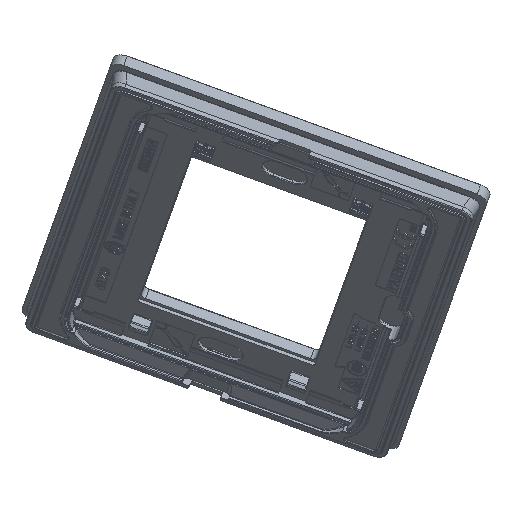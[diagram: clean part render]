
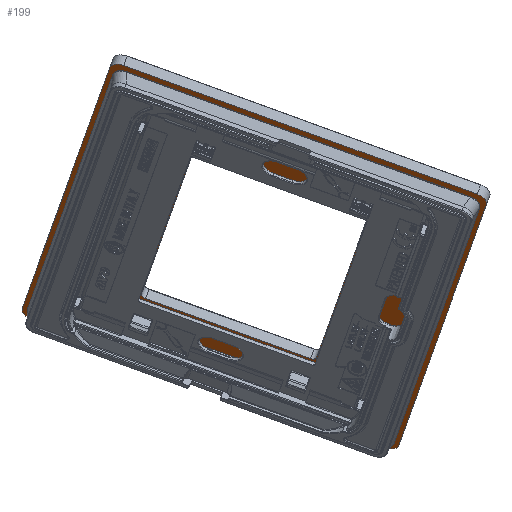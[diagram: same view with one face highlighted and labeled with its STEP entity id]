
A CAD part, left-side view. The second image highlights one B-rep face of the part: STEP entity #199.
In plain terms, the highlighted face is planar.
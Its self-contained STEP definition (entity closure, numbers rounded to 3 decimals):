
#62=CARTESIAN_POINT('Axis2P3D Location',(0.,0.,0.)) ;
#67=CARTESIAN_POINT('Axis2P3D Location',(57.,46.,0.)) ;
#71=CARTESIAN_POINT('Vertex',(60.,46.,0.)) ;
#73=CARTESIAN_POINT('Vertex',(57.,49.,0.)) ;
#76=CARTESIAN_POINT('Line Origine',(60.,0.,0.)) ;
#80=CARTESIAN_POINT('Vertex',(60.,-46.,0.)) ;
#83=CARTESIAN_POINT('Axis2P3D Location',(57.,-46.,0.)) ;
#87=CARTESIAN_POINT('Vertex',(57.,-49.,0.)) ;
#90=CARTESIAN_POINT('Line Origine',(0.,-49.,0.)) ;
#94=CARTESIAN_POINT('Vertex',(-57.,-49.,0.)) ;
#97=CARTESIAN_POINT('Axis2P3D Location',(-57.,-46.,0.)) ;
#101=CARTESIAN_POINT('Vertex',(-60.,-46.,0.)) ;
#104=CARTESIAN_POINT('Line Origine',(-60.,0.,0.)) ;
#108=CARTESIAN_POINT('Vertex',(-60.,46.,0.)) ;
#111=CARTESIAN_POINT('Axis2P3D Location',(-57.,46.,0.)) ;
#115=CARTESIAN_POINT('Vertex',(-57.,49.,0.)) ;
#118=CARTESIAN_POINT('Line Origine',(0.,49.,0.)) ;
#133=CARTESIAN_POINT('Line Origine',(0.,-22.775,0.)) ;
#137=CARTESIAN_POINT('Vertex',(-32.775,-22.775,0.)) ;
#139=CARTESIAN_POINT('Vertex',(32.775,-22.775,0.)) ;
#142=CARTESIAN_POINT('Axis2P3D Location',(32.775,-21.475,0.)) ;
#146=CARTESIAN_POINT('Vertex',(34.075,-21.475,0.)) ;
#149=CARTESIAN_POINT('Line Origine',(34.075,0.,0.)) ;
#153=CARTESIAN_POINT('Vertex',(34.075,21.475,0.)) ;
#156=CARTESIAN_POINT('Axis2P3D Location',(32.775,21.475,0.)) ;
#160=CARTESIAN_POINT('Vertex',(32.775,22.775,0.)) ;
#163=CARTESIAN_POINT('Line Origine',(0.,22.775,0.)) ;
#167=CARTESIAN_POINT('Vertex',(-32.775,22.775,0.)) ;
#170=CARTESIAN_POINT('Axis2P3D Location',(-32.775,21.475,0.)) ;
#174=CARTESIAN_POINT('Vertex',(-34.075,21.475,0.)) ;
#177=CARTESIAN_POINT('Line Origine',(-34.075,0.,0.)) ;
#181=CARTESIAN_POINT('Vertex',(-34.075,-21.475,0.)) ;
#184=CARTESIAN_POINT('Axis2P3D Location',(-32.775,-21.475,0.)) ;
#63=DIRECTION('Axis2P3D Direction',(-0.,0.,1.)) ;
#64=DIRECTION('Axis2P3D XDirection',(0.,-1.,0.)) ;
#68=DIRECTION('Axis2P3D Direction',(-0.,0.,1.)) ;
#77=DIRECTION('Vector Direction',(0.,-1.,0.)) ;
#84=DIRECTION('Axis2P3D Direction',(-0.,0.,1.)) ;
#91=DIRECTION('Vector Direction',(1.,0.,0.)) ;
#98=DIRECTION('Axis2P3D Direction',(-0.,0.,1.)) ;
#105=DIRECTION('Vector Direction',(0.,-1.,0.)) ;
#112=DIRECTION('Axis2P3D Direction',(-0.,0.,1.)) ;
#119=DIRECTION('Vector Direction',(1.,0.,0.)) ;
#134=DIRECTION('Vector Direction',(1.,0.,0.)) ;
#143=DIRECTION('Axis2P3D Direction',(-0.,0.,1.)) ;
#150=DIRECTION('Vector Direction',(0.,-1.,0.)) ;
#157=DIRECTION('Axis2P3D Direction',(-0.,0.,1.)) ;
#164=DIRECTION('Vector Direction',(-1.,0.,0.)) ;
#171=DIRECTION('Axis2P3D Direction',(-0.,0.,1.)) ;
#178=DIRECTION('Vector Direction',(0.,1.,0.)) ;
#185=DIRECTION('Axis2P3D Direction',(-0.,0.,1.)) ;
#65=AXIS2_PLACEMENT_3D('Plane Axis2P3D',#62,#63,#64) ;
#69=AXIS2_PLACEMENT_3D('Circle Axis2P3D',#67,#68,$) ;
#85=AXIS2_PLACEMENT_3D('Circle Axis2P3D',#83,#84,$) ;
#99=AXIS2_PLACEMENT_3D('Circle Axis2P3D',#97,#98,$) ;
#113=AXIS2_PLACEMENT_3D('Circle Axis2P3D',#111,#112,$) ;
#144=AXIS2_PLACEMENT_3D('Circle Axis2P3D',#142,#143,$) ;
#158=AXIS2_PLACEMENT_3D('Circle Axis2P3D',#156,#157,$) ;
#172=AXIS2_PLACEMENT_3D('Circle Axis2P3D',#170,#171,$) ;
#186=AXIS2_PLACEMENT_3D('Circle Axis2P3D',#184,#185,$) ;
#124=ORIENTED_EDGE('',*,*,#75,.F.) ;
#125=ORIENTED_EDGE('',*,*,#82,.T.) ;
#126=ORIENTED_EDGE('',*,*,#89,.F.) ;
#127=ORIENTED_EDGE('',*,*,#96,.F.) ;
#128=ORIENTED_EDGE('',*,*,#103,.F.) ;
#129=ORIENTED_EDGE('',*,*,#110,.F.) ;
#130=ORIENTED_EDGE('',*,*,#117,.F.) ;
#131=ORIENTED_EDGE('',*,*,#122,.T.) ;
#190=ORIENTED_EDGE('',*,*,#141,.T.) ;
#191=ORIENTED_EDGE('',*,*,#148,.T.) ;
#192=ORIENTED_EDGE('',*,*,#155,.F.) ;
#193=ORIENTED_EDGE('',*,*,#162,.T.) ;
#194=ORIENTED_EDGE('',*,*,#169,.T.) ;
#195=ORIENTED_EDGE('',*,*,#176,.T.) ;
#196=ORIENTED_EDGE('',*,*,#183,.F.) ;
#197=ORIENTED_EDGE('',*,*,#188,.T.) ;
#198=FACE_BOUND('',#189,.T.) ;
#78=VECTOR('Line Direction',#77,1.) ;
#92=VECTOR('Line Direction',#91,1.) ;
#106=VECTOR('Line Direction',#105,1.) ;
#120=VECTOR('Line Direction',#119,1.) ;
#135=VECTOR('Line Direction',#134,1.) ;
#151=VECTOR('Line Direction',#150,1.) ;
#165=VECTOR('Line Direction',#164,1.) ;
#179=VECTOR('Line Direction',#178,1.) ;
#199=ADVANCED_FACE('PartBody',(#132,#198),#66,.F.) ;
#70=CIRCLE('generated circle',#69,3.) ;
#86=CIRCLE('generated circle',#85,3.) ;
#100=CIRCLE('generated circle',#99,3.) ;
#114=CIRCLE('generated circle',#113,3.) ;
#145=CIRCLE('generated circle',#144,1.3) ;
#159=CIRCLE('generated circle',#158,1.3) ;
#173=CIRCLE('generated circle',#172,1.3) ;
#187=CIRCLE('generated circle',#186,1.3) ;
#75=EDGE_CURVE('',#72,#74,#70,.T.) ;
#82=EDGE_CURVE('',#72,#81,#79,.T.) ;
#89=EDGE_CURVE('',#88,#81,#86,.T.) ;
#96=EDGE_CURVE('',#95,#88,#93,.T.) ;
#103=EDGE_CURVE('',#102,#95,#100,.T.) ;
#110=EDGE_CURVE('',#109,#102,#107,.T.) ;
#117=EDGE_CURVE('',#116,#109,#114,.T.) ;
#122=EDGE_CURVE('',#116,#74,#121,.T.) ;
#141=EDGE_CURVE('',#138,#140,#136,.T.) ;
#148=EDGE_CURVE('',#140,#147,#145,.T.) ;
#155=EDGE_CURVE('',#154,#147,#152,.T.) ;
#162=EDGE_CURVE('',#154,#161,#159,.T.) ;
#169=EDGE_CURVE('',#161,#168,#166,.T.) ;
#176=EDGE_CURVE('',#168,#175,#173,.T.) ;
#183=EDGE_CURVE('',#182,#175,#180,.T.) ;
#188=EDGE_CURVE('',#182,#138,#187,.T.) ;
#123=EDGE_LOOP('',(#124,#125,#126,#127,#128,#129,#130,#131)) ;
#189=EDGE_LOOP('',(#190,#191,#192,#193,#194,#195,#196,#197)) ;
#132=FACE_OUTER_BOUND('',#123,.T.) ;
#79=LINE('Line',#76,#78) ;
#93=LINE('Line',#90,#92) ;
#107=LINE('Line',#104,#106) ;
#121=LINE('Line',#118,#120) ;
#136=LINE('Line',#133,#135) ;
#152=LINE('Line',#149,#151) ;
#166=LINE('Line',#163,#165) ;
#180=LINE('Line',#177,#179) ;
#66=PLANE('',#65) ;
#72=VERTEX_POINT('',#71) ;
#74=VERTEX_POINT('',#73) ;
#81=VERTEX_POINT('',#80) ;
#88=VERTEX_POINT('',#87) ;
#95=VERTEX_POINT('',#94) ;
#102=VERTEX_POINT('',#101) ;
#109=VERTEX_POINT('',#108) ;
#116=VERTEX_POINT('',#115) ;
#138=VERTEX_POINT('',#137) ;
#140=VERTEX_POINT('',#139) ;
#147=VERTEX_POINT('',#146) ;
#154=VERTEX_POINT('',#153) ;
#161=VERTEX_POINT('',#160) ;
#168=VERTEX_POINT('',#167) ;
#175=VERTEX_POINT('',#174) ;
#182=VERTEX_POINT('',#181) ;
